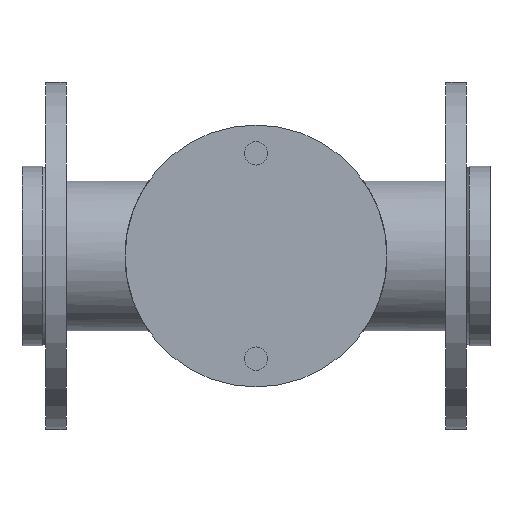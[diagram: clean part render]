
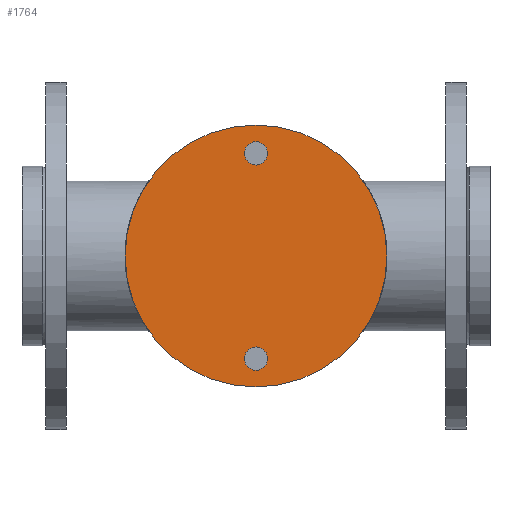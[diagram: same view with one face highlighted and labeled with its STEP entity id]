
A CAD part, front view. The second image highlights one B-rep face of the part: STEP entity #1764.
In plain terms, the highlighted planar face has unit normal (0, -1, 0).
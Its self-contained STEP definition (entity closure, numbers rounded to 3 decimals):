
#38 = DIRECTION ( 'NONE',  ( 0., 1., 0. ) ) ;
#171 = CIRCLE ( 'NONE', #2265, 3.969 ) ;
#294 = EDGE_CURVE ( 'NONE', #5001, #5001, #1928, .T. ) ;
#295 = DIRECTION ( 'NONE',  ( 0., 1., 0. ) ) ;
#509 = DIRECTION ( 'NONE',  ( 0., 0., 1. ) ) ;
#529 = FACE_OUTER_BOUND ( 'NONE', #1350, .T. ) ;
#564 = CARTESIAN_POINT ( 'NONE',  ( 0., -55.925, 30.904 ) ) ;
#619 = DIRECTION ( 'NONE',  ( 0., 0., -1. ) ) ;
#881 = AXIS2_PLACEMENT_3D ( 'NONE', #5308, #4758, #2497 ) ;
#1182 = AXIS2_PLACEMENT_3D ( 'NONE', #3260, #38, #509 ) ;
#1350 = EDGE_LOOP ( 'NONE', ( #1890 ) ) ;
#1448 = PLANE ( 'NONE',  #2987 ) ;
#1592 = VERTEX_POINT ( 'NONE', #2076 ) ;
#1764 = ADVANCED_FACE ( 'NONE', ( #4618, #3729, #529 ), #1448, .F. ) ;
#1890 = ORIENTED_EDGE ( 'NONE', *, *, #5601, .F. ) ;
#1928 = CIRCLE ( 'NONE', #881, 3.969 ) ;
#2066 = EDGE_LOOP ( 'NONE', ( #2405 ) ) ;
#2076 = CARTESIAN_POINT ( 'NONE',  ( 0., -55.925, 44.5 ) ) ;
#2265 = AXIS2_PLACEMENT_3D ( 'NONE', #4653, #3758, #619 ) ;
#2405 = ORIENTED_EDGE ( 'NONE', *, *, #294, .F. ) ;
#2497 = DIRECTION ( 'NONE',  ( 0., 0., -1. ) ) ;
#2919 = DIRECTION ( 'NONE',  ( 0., 0., 1. ) ) ;
#2987 = AXIS2_PLACEMENT_3D ( 'NONE', #3281, #295, #2919 ) ;
#3080 = EDGE_CURVE ( 'NONE', #4655, #4655, #171, .T. ) ;
#3162 = CARTESIAN_POINT ( 'NONE',  ( 0., -55.925, -38.842 ) ) ;
#3260 = CARTESIAN_POINT ( 'NONE',  ( 0., -55.925, 0. ) ) ;
#3281 = CARTESIAN_POINT ( 'NONE',  ( 0., -55.925, 0. ) ) ;
#3563 = CIRCLE ( 'NONE', #1182, 44.5 ) ;
#3729 = FACE_BOUND ( 'NONE', #5088, .T. ) ;
#3758 = DIRECTION ( 'NONE',  ( 0., -1., 0. ) ) ;
#4581 = ORIENTED_EDGE ( 'NONE', *, *, #3080, .F. ) ;
#4618 = FACE_BOUND ( 'NONE', #2066, .T. ) ;
#4653 = CARTESIAN_POINT ( 'NONE',  ( 0., -55.925, 34.873 ) ) ;
#4655 = VERTEX_POINT ( 'NONE', #564 ) ;
#4758 = DIRECTION ( 'NONE',  ( 0., -1., 0. ) ) ;
#5001 = VERTEX_POINT ( 'NONE', #3162 ) ;
#5088 = EDGE_LOOP ( 'NONE', ( #4581 ) ) ;
#5308 = CARTESIAN_POINT ( 'NONE',  ( 0., -55.925, -34.873 ) ) ;
#5601 = EDGE_CURVE ( 'NONE', #1592, #1592, #3563, .T. ) ;
